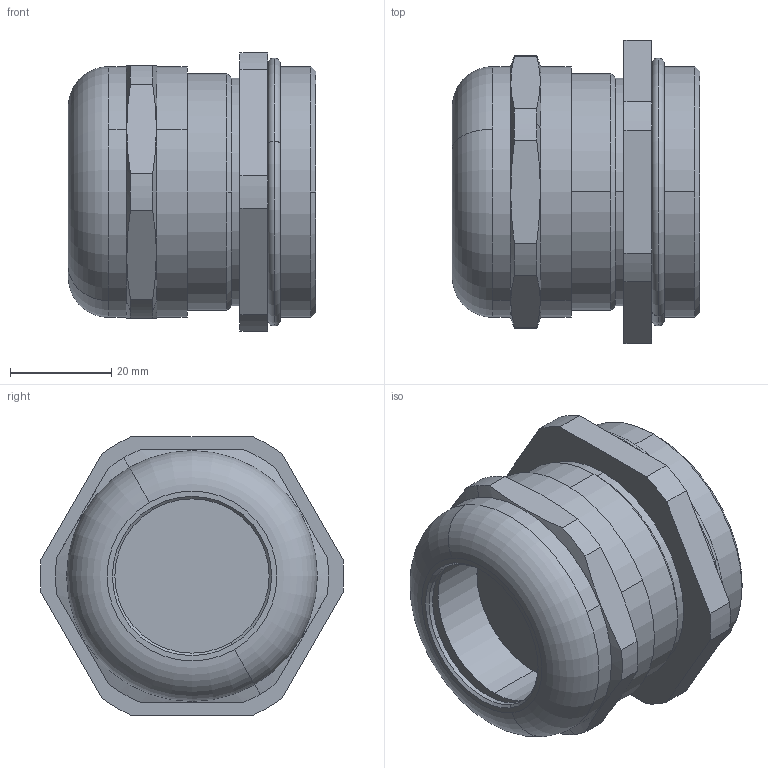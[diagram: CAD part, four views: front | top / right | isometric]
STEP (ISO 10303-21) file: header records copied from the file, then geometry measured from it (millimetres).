
FILE_DESCRIPTION(('Creo Elements/Direct Modeling STEP Export'),'2;1');
FILE_NAME('0ln7tug4ivn5p3s2656','2018-05-31T14:23:09',(''),(''),'PTC Creo Elements/Direct Modeling STEP processor for AP214 (Solid Model)','PTC Creo Elements/Direct Modeling 19.0E 27-Jun-2016 (C) Parametric Technology GmbH','');
FILE_SCHEMA(('AUTOMOTIVE_DESIGN { 1 0 10303 214 1 1 1 1 }'));
Length unit declared in the file: millimetre
Products named in the file (10): D9200364; D9036710; D1336207; D1250420; D1236000
Assembly tree (5 placements, depth 2):
  D9200364
    D9200364
  D9036710
    D9036710
  D1336207
    D1336207
  D1250420
    D1250420
  D1236000
    D1236000
Bounding box: 48.95 x 60.06 x 55 mm (x, y, z)
Volume: 43927.5 mm3; surface area: 31492.8 mm2
Topology: 5 solids, 5 shells, 151 faces, 424 edges, 286 vertices
Faces by surface type: cylinder 50, plane 49, cone 44, torus 8
Entity records: 5524 total; most frequent: CARTESIAN_POINT 1590, ORIENTED_EDGE 848, DIRECTION 722, EDGE_CURVE 424, VERTEX_POINT 286, AXIS2_PLACEMENT_3D 282, EDGE_LOOP 162, VECTOR 158
